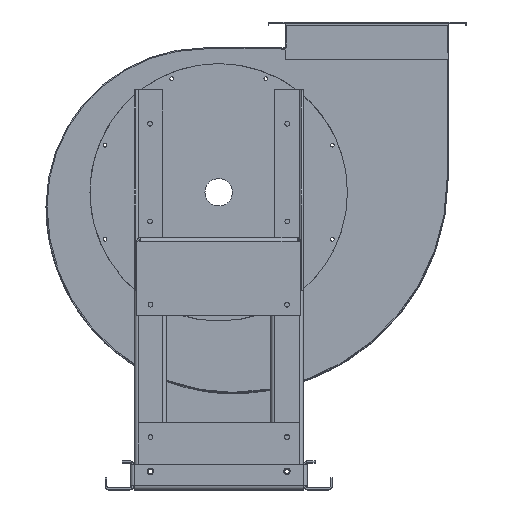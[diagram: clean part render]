
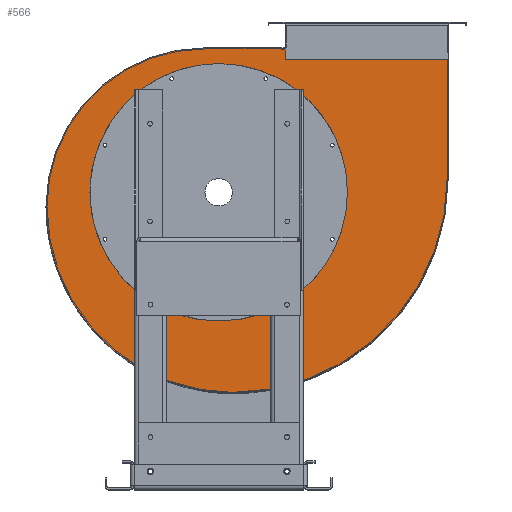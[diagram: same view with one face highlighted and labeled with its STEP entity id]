
A CAD part, top view. The second image highlights one B-rep face of the part: STEP entity #566.
In plain terms, the highlighted planar face has unit normal (0, 0, 1).
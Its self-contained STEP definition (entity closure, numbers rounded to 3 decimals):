
#566=ADVANCED_FACE('',(#10560,#10562),#10564,.F.);
#10560=FACE_BOUND('',#10561,.T.);
#10561=EDGE_LOOP('',(#19626,#19627,#19628,#19629,#19630,#19631,#19632,#19633,#19634));
#10562=FACE_BOUND('',#10563,.T.);
#10563=EDGE_LOOP('',(#19635));
#10564=PLANE('',#10565);
#10565=AXIS2_PLACEMENT_3D('',#10566,#10567,#10568);
#10566=CARTESIAN_POINT('',(0.,0.,-22.));
#10567=DIRECTION('',(0.,0.,-1.));
#10568=DIRECTION('',(0.,-1.,0.));
#19626=ORIENTED_EDGE('',*,*,#25364,.F.);
#19627=ORIENTED_EDGE('',*,*,#25393,.F.);
#19628=ORIENTED_EDGE('',*,*,#25394,.F.);
#19629=ORIENTED_EDGE('',*,*,#25298,.F.);
#19630=ORIENTED_EDGE('',*,*,#25295,.F.);
#19631=ORIENTED_EDGE('',*,*,#25353,.F.);
#19632=ORIENTED_EDGE('',*,*,#25351,.F.);
#19633=ORIENTED_EDGE('',*,*,#25349,.F.);
#19634=ORIENTED_EDGE('',*,*,#25290,.F.);
#19635=ORIENTED_EDGE('',*,*,#25395,.T.);
#25290=EDGE_CURVE('',#28317,#28319,#28320,.T.);
#25295=EDGE_CURVE('',#28326,#28328,#28329,.T.);
#25298=EDGE_CURVE('',#28328,#28332,#28333,.T.);
#25349=EDGE_CURVE('',#28319,#28412,#28413,.T.);
#25351=EDGE_CURVE('',#28412,#28415,#28416,.T.);
#25353=EDGE_CURVE('',#28415,#28326,#28418,.T.);
#25364=EDGE_CURVE('',#28431,#28317,#28433,.T.);
#25393=EDGE_CURVE('',#28482,#28431,#28483,.T.);
#25394=EDGE_CURVE('',#28332,#28482,#28484,.T.);
#25395=EDGE_CURVE('',#28485,#28485,#28486,.F.);
#28317=VERTEX_POINT('',#33378);
#28319=VERTEX_POINT('',#33382);
#28320=LINE('',#33383,#33384);
#28326=VERTEX_POINT('',#33397);
#28328=VERTEX_POINT('',#33401);
#28329=LINE('',#33402,#33403);
#28332=VERTEX_POINT('',#33411);
#28333=LINE('',#33412,#33413);
#28412=VERTEX_POINT('',#33603);
#28413=CIRCLE('',#33604,376.4);
#28415=VERTEX_POINT('',#33611);
#28416=CIRCLE('',#33612,326.8);
#28418=CIRCLE('',#33619,277.2);
#28431=VERTEX_POINT('',#33653);
#28433=LINE('',#33657,#33658);
#28482=VERTEX_POINT('',#33782);
#28483=LINE('',#33783,#33784);
#28484=LINE('',#33786,#33787);
#28485=VERTEX_POINT('',#33789);
#28486=CIRCLE('',#33790,225.);
#33378=CARTESIAN_POINT('',(401.198,237.701,-22.));
#33382=CARTESIAN_POINT('',(401.2,24.8,-22.));
#33383=CARTESIAN_POINT('',(401.198,237.701,-22.));
#33384=VECTOR('',#33385,1.);
#33385=DIRECTION('',(0.,-1.,0.));
#33397=CARTESIAN_POINT('',(-24.8,252.4,-22.));
#33401=CARTESIAN_POINT('',(109.676,252.4,-22.));
#33402=CARTESIAN_POINT('',(-24.8,252.4,-22.));
#33403=VECTOR('',#33404,1.);
#33404=DIRECTION('',(1.,0.,0.));
#33411=CARTESIAN_POINT('',(109.676,250.4,-22.));
#33412=CARTESIAN_POINT('',(109.676,252.4,-22.));
#33413=VECTOR('',#33414,1.);
#33414=DIRECTION('',(0.,-1.,0.));
#33603=CARTESIAN_POINT('',(24.8,-351.6,-22.));
#33604=AXIS2_PLACEMENT_3D('',#33605,#33606,#33607);
#33605=CARTESIAN_POINT('',(24.8,24.8,-22.));
#33606=DIRECTION('',(0.,0.,-1.));
#33607=DIRECTION('',(1.,0.,0.));
#33611=CARTESIAN_POINT('',(-302.,-24.8,-22.));
#33612=AXIS2_PLACEMENT_3D('',#33613,#33614,#33615);
#33613=CARTESIAN_POINT('',(24.8,-24.8,-22.));
#33614=DIRECTION('',(0.,0.,-1.));
#33615=DIRECTION('',(0.,-1.,0.));
#33619=AXIS2_PLACEMENT_3D('',#33620,#33621,#33622);
#33620=CARTESIAN_POINT('',(-24.8,-24.8,-22.));
#33621=DIRECTION('',(0.,0.,-1.));
#33622=DIRECTION('',(-1.,0.,0.));
#33653=CARTESIAN_POINT('',(399.2,237.701,-22.));
#33657=CARTESIAN_POINT('',(399.2,237.701,-22.));
#33658=VECTOR('',#33659,1.);
#33659=DIRECTION('',(1.,0.,0.));
#33782=CARTESIAN_POINT('',(399.2,250.4,-22.));
#33783=CARTESIAN_POINT('',(399.2,250.4,-22.));
#33784=VECTOR('',#33785,1.);
#33785=DIRECTION('',(0.,-1.,0.));
#33786=CARTESIAN_POINT('',(109.676,250.4,-22.));
#33787=VECTOR('',#33788,1.);
#33788=DIRECTION('',(1.,0.,0.));
#33789=CARTESIAN_POINT('',(225.,0.,-22.));
#33790=AXIS2_PLACEMENT_3D('',#33791,#33792,#33793);
#33791=CARTESIAN_POINT('',(0.,0.,-22.));
#33792=DIRECTION('',(0.,0.,1.));
#33793=DIRECTION('',(1.,0.,0.));
